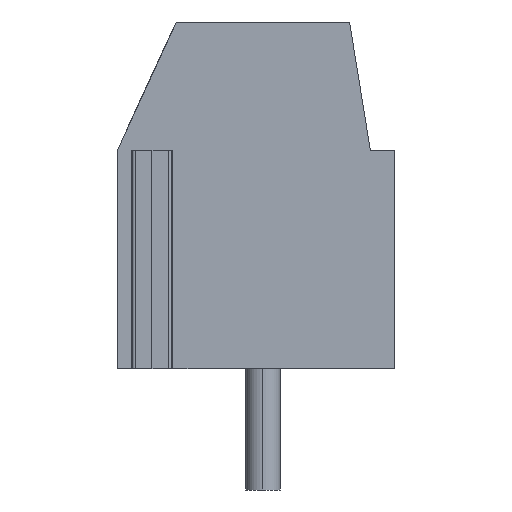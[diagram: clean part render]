
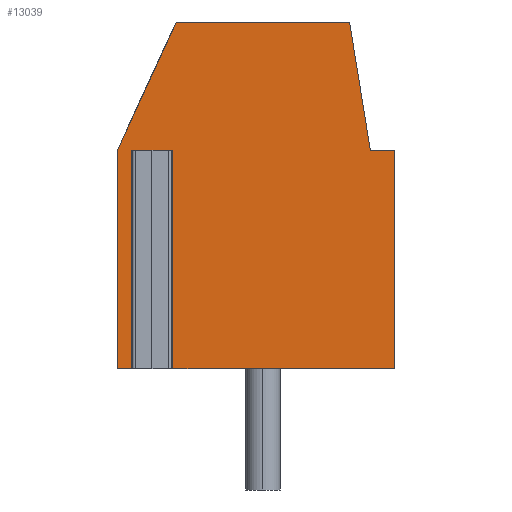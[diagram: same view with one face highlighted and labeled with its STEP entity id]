
A CAD part, left-side view. The second image highlights one B-rep face of the part: STEP entity #13039.
In plain terms, the highlighted planar face has unit normal (-1, 0, 0).
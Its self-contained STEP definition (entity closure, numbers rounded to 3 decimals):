
#12964=AXIS2_PLACEMENT_3D('Plane Axis2P3D',#12961,#12962,#12963) ;
#12149=CARTESIAN_POINT('Vertex',(0.6,-3.013,9.8)) ;
#12154=CARTESIAN_POINT('Line Origine',(0.6,-3.013,6.65)) ;
#12158=CARTESIAN_POINT('Vertex',(0.6,-3.013,3.5)) ;
#12400=CARTESIAN_POINT('Vertex',(0.6,3.287,13.5)) ;
#12403=CARTESIAN_POINT('Line Origine',(0.6,0.787,13.5)) ;
#12407=CARTESIAN_POINT('Vertex',(0.6,-1.713,13.5)) ;
#12827=CARTESIAN_POINT('Vertex',(0.6,-2.313,9.8)) ;
#12832=CARTESIAN_POINT('Line Origine',(0.6,-2.663,9.8)) ;
#12961=CARTESIAN_POINT('Axis2P3D Location',(0.6,0.787,3.5)) ;
#12966=CARTESIAN_POINT('Line Origine',(0.6,3.829,9.8)) ;
#12970=CARTESIAN_POINT('Vertex',(0.6,3.672,9.8)) ;
#12972=CARTESIAN_POINT('Vertex',(0.6,3.987,9.8)) ;
#12975=CARTESIAN_POINT('Line Origine',(0.6,3.672,6.65)) ;
#12979=CARTESIAN_POINT('Vertex',(0.6,3.672,3.5)) ;
#12982=CARTESIAN_POINT('Line Origine',(0.6,0.329,3.5)) ;
#12987=CARTESIAN_POINT('Line Origine',(0.6,-2.013,11.65)) ;
#12992=CARTESIAN_POINT('Line Origine',(0.6,4.137,11.65)) ;
#12996=CARTESIAN_POINT('Vertex',(0.6,4.987,9.8)) ;
#12999=CARTESIAN_POINT('Line Origine',(0.6,4.987,6.65)) ;
#13003=CARTESIAN_POINT('Vertex',(0.6,4.987,3.5)) ;
#13006=CARTESIAN_POINT('Line Origine',(0.6,4.644,3.5)) ;
#13010=CARTESIAN_POINT('Vertex',(0.6,4.302,3.5)) ;
#13013=CARTESIAN_POINT('Line Origine',(0.6,4.302,6.65)) ;
#13017=CARTESIAN_POINT('Vertex',(0.6,4.302,9.8)) ;
#13020=CARTESIAN_POINT('Line Origine',(0.6,4.144,9.8)) ;
#12155=DIRECTION('Vector Direction',(0.,0.,-1.)) ;
#12404=DIRECTION('Vector Direction',(0.,-1.,0.)) ;
#12833=DIRECTION('Vector Direction',(0.,-1.,0.)) ;
#12962=DIRECTION('Axis2P3D Direction',(1.,0.,0.)) ;
#12963=DIRECTION('Axis2P3D XDirection',(0.,0.,1.)) ;
#12967=DIRECTION('Vector Direction',(0.,1.,0.)) ;
#12976=DIRECTION('Vector Direction',(0.,0.,1.)) ;
#12983=DIRECTION('Vector Direction',(0.,1.,0.)) ;
#12988=DIRECTION('Vector Direction',(0.,0.16,0.987)) ;
#12993=DIRECTION('Vector Direction',(0.,-0.418,0.909)) ;
#13000=DIRECTION('Vector Direction',(0.,0.,1.)) ;
#13007=DIRECTION('Vector Direction',(0.,1.,0.)) ;
#13014=DIRECTION('Vector Direction',(0.,0.,1.)) ;
#13021=DIRECTION('Vector Direction',(0.,-1.,0.)) ;
#12156=VECTOR('Line Direction',#12155,1.) ;
#12405=VECTOR('Line Direction',#12404,1.) ;
#12834=VECTOR('Line Direction',#12833,1.) ;
#12968=VECTOR('Line Direction',#12967,1.) ;
#12977=VECTOR('Line Direction',#12976,1.) ;
#12984=VECTOR('Line Direction',#12983,1.) ;
#12989=VECTOR('Line Direction',#12988,1.) ;
#12994=VECTOR('Line Direction',#12993,1.) ;
#13001=VECTOR('Line Direction',#13000,1.) ;
#13008=VECTOR('Line Direction',#13007,1.) ;
#13015=VECTOR('Line Direction',#13014,1.) ;
#13022=VECTOR('Line Direction',#13021,1.) ;
#13026=ORIENTED_EDGE('',*,*,#12974,.F.) ;
#13027=ORIENTED_EDGE('',*,*,#12981,.F.) ;
#13028=ORIENTED_EDGE('',*,*,#12986,.F.) ;
#13029=ORIENTED_EDGE('',*,*,#12160,.F.) ;
#13030=ORIENTED_EDGE('',*,*,#12836,.F.) ;
#13031=ORIENTED_EDGE('',*,*,#12991,.F.) ;
#13032=ORIENTED_EDGE('',*,*,#12409,.F.) ;
#13033=ORIENTED_EDGE('',*,*,#12998,.F.) ;
#13034=ORIENTED_EDGE('',*,*,#13005,.F.) ;
#13035=ORIENTED_EDGE('',*,*,#13012,.F.) ;
#13036=ORIENTED_EDGE('',*,*,#13019,.T.) ;
#13037=ORIENTED_EDGE('',*,*,#13024,.F.) ;
#13039=ADVANCED_FACE('Housing-3',(#13038),#12965,.F.) ;
#12160=EDGE_CURVE('',#12150,#12159,#12157,.T.) ;
#12409=EDGE_CURVE('',#12401,#12408,#12406,.T.) ;
#12836=EDGE_CURVE('',#12828,#12150,#12835,.T.) ;
#12974=EDGE_CURVE('',#12971,#12973,#12969,.T.) ;
#12981=EDGE_CURVE('',#12980,#12971,#12978,.T.) ;
#12986=EDGE_CURVE('',#12159,#12980,#12985,.T.) ;
#12991=EDGE_CURVE('',#12408,#12828,#12990,.F.) ;
#12998=EDGE_CURVE('',#12997,#12401,#12995,.T.) ;
#13005=EDGE_CURVE('',#13004,#12997,#13002,.T.) ;
#13012=EDGE_CURVE('',#13011,#13004,#13009,.T.) ;
#13019=EDGE_CURVE('',#13011,#13018,#13016,.T.) ;
#13024=EDGE_CURVE('',#12973,#13018,#13023,.F.) ;
#13025=EDGE_LOOP('',(#13026,#13027,#13028,#13029,#13030,#13031,#13032,#13033,#13034,#13035,#13036,#13037)) ;
#13038=FACE_OUTER_BOUND('',#13025,.T.) ;
#12157=LINE('Line',#12154,#12156) ;
#12406=LINE('Line',#12403,#12405) ;
#12835=LINE('Line',#12832,#12834) ;
#12969=LINE('Line',#12966,#12968) ;
#12978=LINE('Line',#12975,#12977) ;
#12985=LINE('Line',#12982,#12984) ;
#12990=LINE('Line',#12987,#12989) ;
#12995=LINE('Line',#12992,#12994) ;
#13002=LINE('Line',#12999,#13001) ;
#13009=LINE('Line',#13006,#13008) ;
#13016=LINE('Line',#13013,#13015) ;
#13023=LINE('Line',#13020,#13022) ;
#12965=PLANE('',#12964) ;
#12150=VERTEX_POINT('',#12149) ;
#12159=VERTEX_POINT('',#12158) ;
#12401=VERTEX_POINT('',#12400) ;
#12408=VERTEX_POINT('',#12407) ;
#12828=VERTEX_POINT('',#12827) ;
#12971=VERTEX_POINT('',#12970) ;
#12973=VERTEX_POINT('',#12972) ;
#12980=VERTEX_POINT('',#12979) ;
#12997=VERTEX_POINT('',#12996) ;
#13004=VERTEX_POINT('',#13003) ;
#13011=VERTEX_POINT('',#13010) ;
#13018=VERTEX_POINT('',#13017) ;
